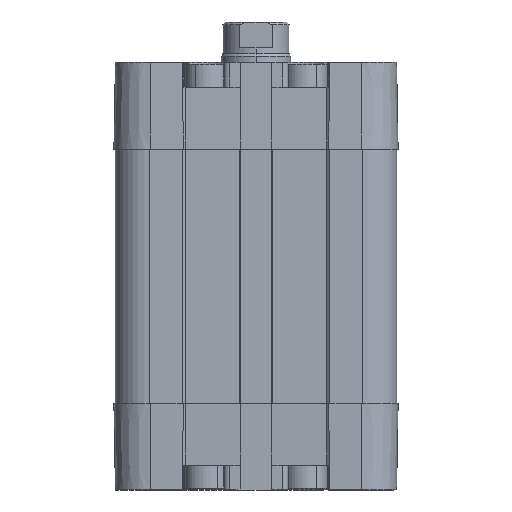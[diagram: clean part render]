
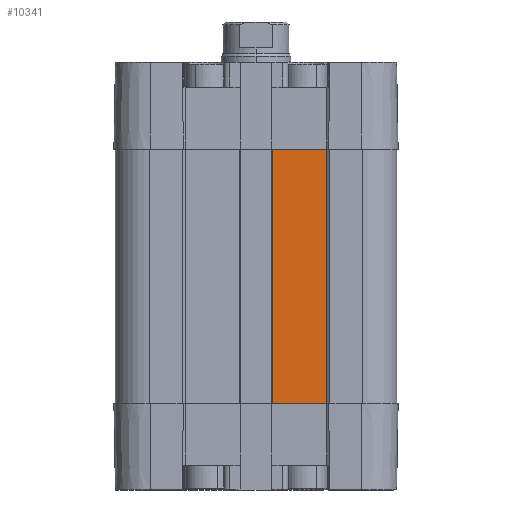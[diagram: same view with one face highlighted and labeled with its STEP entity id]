
A CAD part, left-side view. The second image highlights one B-rep face of the part: STEP entity #10341.
In plain terms, the highlighted face is planar.
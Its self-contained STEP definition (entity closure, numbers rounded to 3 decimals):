
#8085 = DIRECTION ( 'NONE',  ( 0., 0., -1. ) ) ;
#8086 = VECTOR ( 'NONE', #8085, 1000. ) ;
#8087 = CARTESIAN_POINT ( 'NONE',  ( -2.85, -23.85, 44. ) ) ;
#8088 = LINE ( 'NONE', #8087, #8086 ) ;
#10341 = ADVANCED_FACE ( 'NONE', ( #29168 ), #29167, .F. ) ;
#10359 = ORIENTED_EDGE ( 'NONE', *, *, #20057, .T. ) ;
#10374 = EDGE_LOOP ( 'NONE', ( #10359, #31758, #31743, #31722 ) ) ;
#11168 = CARTESIAN_POINT ( 'NONE',  ( -2.85, -23.85, 44. ) ) ;
#11215 = CARTESIAN_POINT ( 'NONE',  ( -12.15, -23.85, 44. ) ) ;
#11217 = DIRECTION ( 'NONE',  ( 1., 0., 0. ) ) ;
#11218 = VECTOR ( 'NONE', #11217, 1000. ) ;
#11219 = CARTESIAN_POINT ( 'NONE',  ( -12.15, -23.85, 44. ) ) ;
#11220 = LINE ( 'NONE', #11219, #11218 ) ;
#12148 = CARTESIAN_POINT ( 'NONE',  ( -2.85, -23.85, 0. ) ) ;
#12216 = CARTESIAN_POINT ( 'NONE',  ( -12.15, -23.85, 0. ) ) ;
#12284 = DIRECTION ( 'NONE',  ( 1., 0., 0. ) ) ;
#12285 = VECTOR ( 'NONE', #12284, 1000. ) ;
#12286 = CARTESIAN_POINT ( 'NONE',  ( -12.15, -23.85, 0. ) ) ;
#12287 = LINE ( 'NONE', #12286, #12285 ) ;
#19168 = EDGE_CURVE ( 'NONE', #19440, #20002, #30706, .T. ) ;
#19390 = VERTEX_POINT ( 'NONE', #11168 ) ;
#19438 = EDGE_CURVE ( 'NONE', #19440, #19390, #11220, .T. ) ;
#19440 = VERTEX_POINT ( 'NONE', #11215 ) ;
#19973 = VERTEX_POINT ( 'NONE', #12148 ) ;
#20002 = VERTEX_POINT ( 'NONE', #12216 ) ;
#20057 = EDGE_CURVE ( 'NONE', #20002, #19973, #12287, .T. ) ;
#29167 = PLANE ( 'NONE',  #29230 ) ;
#29168 = FACE_OUTER_BOUND ( 'NONE', #10374, .T. ) ;
#29227 = DIRECTION ( 'NONE',  ( 0., 0., 1. ) ) ;
#29228 = DIRECTION ( 'NONE',  ( 0., 1., 0. ) ) ;
#29229 = CARTESIAN_POINT ( 'NONE',  ( -12.15, -23.85, 44. ) ) ;
#29230 = AXIS2_PLACEMENT_3D ( 'NONE', #29229, #29228, #29227 ) ;
#30703 = DIRECTION ( 'NONE',  ( 0., 0., -1. ) ) ;
#30704 = VECTOR ( 'NONE', #30703, 1000. ) ;
#30705 = CARTESIAN_POINT ( 'NONE',  ( -12.15, -23.85, 44. ) ) ;
#30706 = LINE ( 'NONE', #30705, #30704 ) ;
#31722 = ORIENTED_EDGE ( 'NONE', *, *, #19168, .T. ) ;
#31743 = ORIENTED_EDGE ( 'NONE', *, *, #19438, .F. ) ;
#31758 = ORIENTED_EDGE ( 'NONE', *, *, #31806, .F. ) ;
#31806 = EDGE_CURVE ( 'NONE', #19390, #19973, #8088, .T. ) ;
